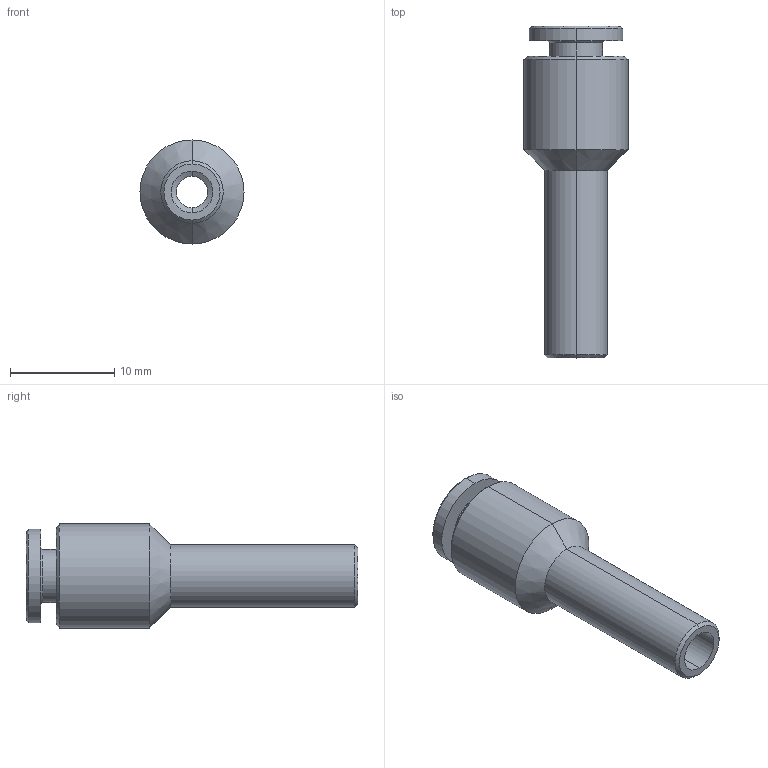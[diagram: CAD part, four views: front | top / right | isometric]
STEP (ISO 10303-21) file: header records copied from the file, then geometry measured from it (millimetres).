
FILE_DESCRIPTION (( 'STEP AP203' ), '1' );
FILE_NAME ('B0161030.STEP', '2012-08-24T11:58:19', ( '' ), ( 'sopra-pneumatic' ), 'SwSTEP 2.0', 'SolidWorks 2011', '' );
FILE_SCHEMA (( 'CONFIG_CONTROL_DESIGN' ));
Length unit declared in the file: millimetre
Products named in the file (1): B0161030
Bounding box: 10 x 31.9 x 10 mm (x, y, z)
Volume: 1030.3 mm3; surface area: 1319.2 mm2
Topology: 1 solids, 1 shells, 33 faces, 68 edges, 40 vertices
Faces by surface type: cone 14, cylinder 14, plane 5
Entity records: 955 total; most frequent: DIRECTION 176, CARTESIAN_POINT 142, ORIENTED_EDGE 136, AXIS2_PLACEMENT_3D 74, EDGE_CURVE 68, CIRCLE 40, VERTEX_POINT 40, EDGE_LOOP 38
